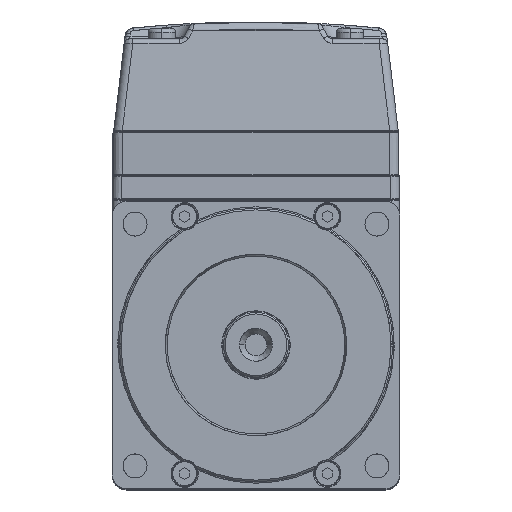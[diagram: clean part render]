
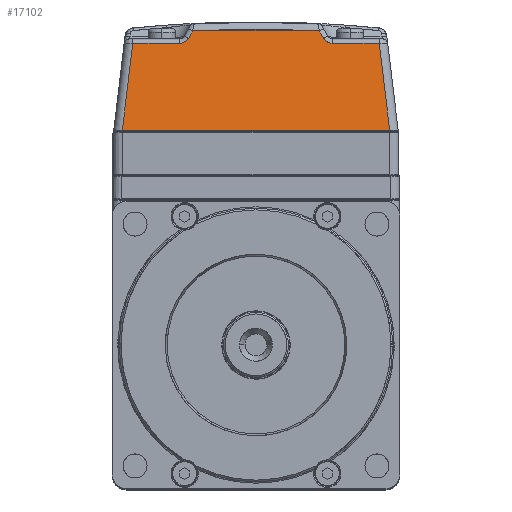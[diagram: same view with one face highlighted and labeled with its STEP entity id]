
A CAD part, top view. The second image highlights one B-rep face of the part: STEP entity #17102.
In plain terms, the highlighted planar face has unit normal (0, -0.126, -0.992).
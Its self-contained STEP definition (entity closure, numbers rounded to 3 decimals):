
#17009=DIRECTION('',(1.,0.,0.));
#17010=VECTOR('',#17009,78.168);
#17011=CARTESIAN_POINT('',(-39.081,62.898,
-49.915));
#17012=LINE('',#17011,#17010);
#17013=DIRECTION('',(-0.118,0.985,-0.125));
#17014=VECTOR('',#17013,25.76);
#17015=CARTESIAN_POINT('',(39.087,62.898,
-49.942));
#17016=LINE('',#17015,#17014);
#17017=DIRECTION('',(-1.,0.,0.));
#17018=VECTOR('',#17017,13.673);
#17019=CARTESIAN_POINT('',(36.041,88.273,
-53.171));
#17020=LINE('',#17019,#17018);
#17021=CARTESIAN_POINT('',(22.368,88.273,
-53.166));
#17022=CARTESIAN_POINT('',(22.009,88.276,
-53.166));
#17023=CARTESIAN_POINT('',(21.336,88.391,
-53.181));
#17024=CARTESIAN_POINT('',(20.396,88.93,
-53.249));
#17025=CARTESIAN_POINT('',(19.955,89.459,
-53.316));
#17026=CARTESIAN_POINT('',(19.77,89.773,
-53.356));
#17028=DIRECTION('',(-0.497,0.861,-0.109));
#17029=VECTOR('',#17028,2.501);
#17030=CARTESIAN_POINT('',(19.77,89.773,
-53.356));
#17031=LINE('',#17030,#17029);
#17032=CARTESIAN_POINT('',(18.527,91.925,
-53.63));
#17033=CARTESIAN_POINT('',(14.718,92.126,
-53.654));
#17034=CARTESIAN_POINT('',(6.897,92.394,
-53.685));
#17035=CARTESIAN_POINT('',(-5.221,92.44,
-53.687));
#17036=CARTESIAN_POINT('',(-13.998,92.146,
-53.647));
#17037=CARTESIAN_POINT('',(-18.524,91.925,
-53.617));
#17039=DIRECTION('',(-0.497,-0.861,0.11));
#17040=VECTOR('',#17039,2.501);
#17041=CARTESIAN_POINT('',(-18.524,91.925,
-53.617));
#17042=LINE('',#17041,#17040);
#17043=CARTESIAN_POINT('',(-19.766,89.773,
-53.343));
#17044=CARTESIAN_POINT('',(-19.952,89.459,
-53.303));
#17045=CARTESIAN_POINT('',(-20.392,88.93,
-53.235));
#17046=CARTESIAN_POINT('',(-21.333,88.391,
-53.166));
#17047=CARTESIAN_POINT('',(-22.005,88.276,
-53.151));
#17048=CARTESIAN_POINT('',(-22.364,88.273,
-53.151));
#17050=DIRECTION('',(-1.,0.,0.));
#17051=VECTOR('',#17050,13.673);
#17052=CARTESIAN_POINT('',(-22.364,88.273,
-53.151));
#17053=LINE('',#17052,#17051);
#17054=DIRECTION('',(-0.118,-0.985,0.125));
#17055=VECTOR('',#17054,25.76);
#17056=CARTESIAN_POINT('',(-36.037,88.273,
-53.146));
#17057=LINE('',#17056,#17055);
#17058=CARTESIAN_POINT('',(39.087,62.898,
-49.942));
#17059=CARTESIAN_POINT('',(-39.081,62.898,
-49.915));
#17060=VERTEX_POINT('',#17058);
#17061=VERTEX_POINT('',#17059);
#17062=CARTESIAN_POINT('',(-36.037,88.273,
-53.146));
#17063=VERTEX_POINT('',#17062);
#17064=CARTESIAN_POINT('',(-22.364,88.273,
-53.151));
#17065=VERTEX_POINT('',#17064);
#17066=VERTEX_POINT('',#17043);
#17067=CARTESIAN_POINT('',(-18.524,91.925,
-53.617));
#17068=VERTEX_POINT('',#17067);
#17069=VERTEX_POINT('',#17032);
#17070=CARTESIAN_POINT('',(19.77,89.773,
-53.356));
#17071=VERTEX_POINT('',#17070);
#17072=VERTEX_POINT('',#17021);
#17073=CARTESIAN_POINT('',(36.041,88.273,
-53.171));
#17074=VERTEX_POINT('',#17073);
#17075=CARTESIAN_POINT('',(0.002,77.656,
-51.807));
#17076=DIRECTION('',(0.,0.126,0.992));
#17077=DIRECTION('',(0.,0.992,-0.126));
#17078=AXIS2_PLACEMENT_3D('',#17075,#17076,#17077);
#17079=PLANE('',#17078);
#17081=ORIENTED_EDGE('',*,*,#17080,.T.);
#17083=ORIENTED_EDGE('',*,*,#17082,.T.);
#17085=ORIENTED_EDGE('',*,*,#17084,.T.);
#17087=ORIENTED_EDGE('',*,*,#17086,.T.);
#17089=ORIENTED_EDGE('',*,*,#17088,.T.);
#17091=ORIENTED_EDGE('',*,*,#17090,.T.);
#17093=ORIENTED_EDGE('',*,*,#17092,.T.);
#17095=ORIENTED_EDGE('',*,*,#17094,.T.);
#17097=ORIENTED_EDGE('',*,*,#17096,.T.);
#17099=ORIENTED_EDGE('',*,*,#17098,.T.);
#17100=EDGE_LOOP('',(#17081,#17083,#17085,#17087,#17089,#17091,#17093,#17095,
#17097,#17099));
#17101=FACE_OUTER_BOUND('',#17100,.F.);
#17102=ADVANCED_FACE('',(#17101),#17079,.F.);
#17027=B_SPLINE_CURVE_WITH_KNOTS('',3,(#17021,#17022,#17023,#17024,#17025,
#17026),.UNSPECIFIED.,.F.,.F.,(4,1,1,4),(0.,0.333,
0.667,1.),.UNSPECIFIED.);
#17038=B_SPLINE_CURVE_WITH_KNOTS('',3,(#17032,#17033,#17034,#17035,#17036,
#17037),.UNSPECIFIED.,.F.,.F.,(4,1,1,4),(0.,0.333,
0.667,1.),.UNSPECIFIED.);
#17049=B_SPLINE_CURVE_WITH_KNOTS('',3,(#17043,#17044,#17045,#17046,#17047,
#17048),.UNSPECIFIED.,.F.,.F.,(4,1,1,4),(0.,0.333,
0.667,1.),.UNSPECIFIED.);
#17080=EDGE_CURVE('',#17061,#17060,#17012,.T.);
#17082=EDGE_CURVE('',#17060,#17074,#17016,.T.);
#17084=EDGE_CURVE('',#17074,#17072,#17020,.T.);
#17086=EDGE_CURVE('',#17072,#17071,#17027,.T.);
#17088=EDGE_CURVE('',#17071,#17069,#17031,.T.);
#17090=EDGE_CURVE('',#17069,#17068,#17038,.T.);
#17092=EDGE_CURVE('',#17068,#17066,#17042,.T.);
#17094=EDGE_CURVE('',#17066,#17065,#17049,.T.);
#17096=EDGE_CURVE('',#17065,#17063,#17053,.T.);
#17098=EDGE_CURVE('',#17063,#17061,#17057,.T.);
